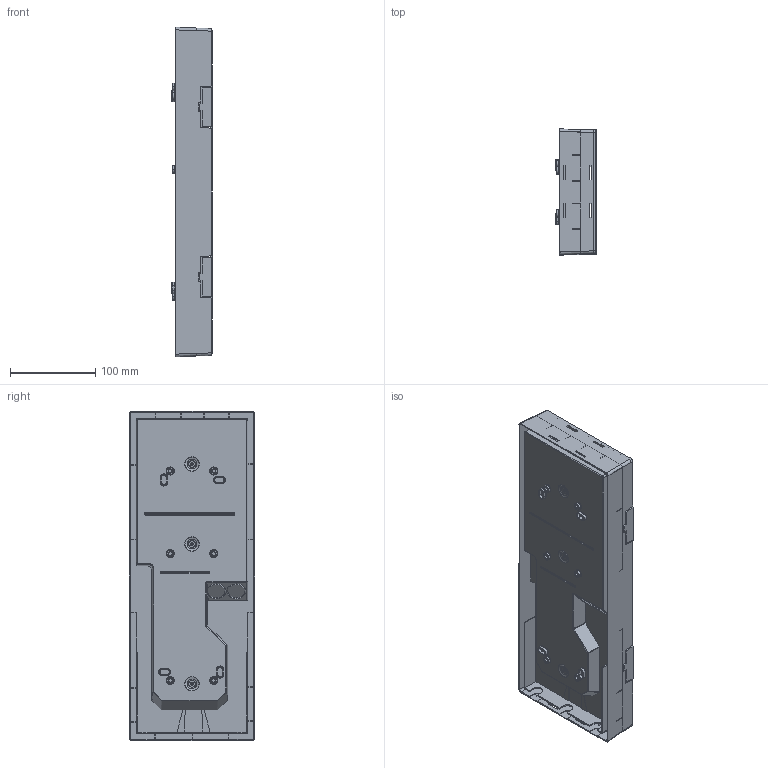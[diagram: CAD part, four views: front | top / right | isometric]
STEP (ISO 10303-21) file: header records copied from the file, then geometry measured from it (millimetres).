
FILE_DESCRIPTION((''),'2;1');
FILE_NAME('');
FILE_SCHEMA(('CONFIG_CONTROL_DESIGN'));
Length unit declared in the file: millimetre
Products named in the file (1): EN10077067
Bounding box: 47 x 147.62 x 386.62 mm (x, y, z)
Volume: 1417188.2 mm3; surface area: 350769.1 mm2
Topology: 13 solids, 13 shells, 829 faces, 2084 edges, 1295 vertices
Faces by surface type: plane 412, cylinder 240, torus 86, bspline 54, cone 22, sphere 9, revolution 6
Entity records: 26220 total; most frequent: CARTESIAN_POINT 8326, ORIENTED_EDGE 4134, DIRECTION 2801, EDGE_CURVE 2067, VERTEX_POINT 1295, VECTOR 1273, LINE 1273, AXIS2_PLACEMENT_3D 1017
